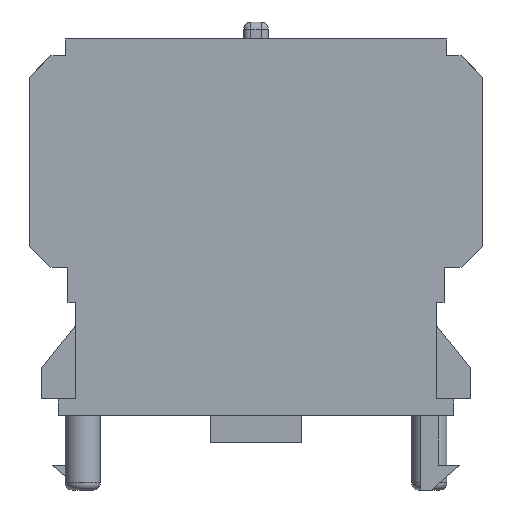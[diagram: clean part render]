
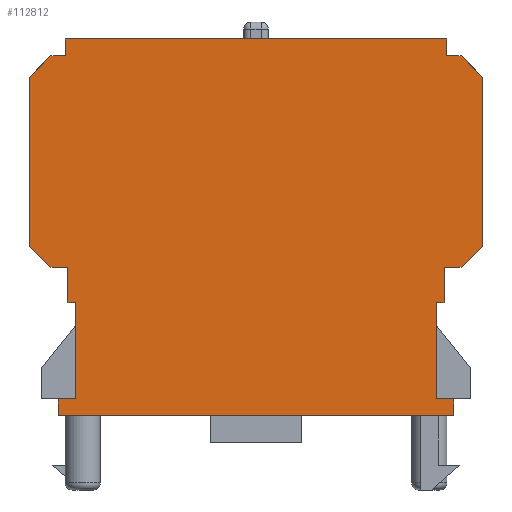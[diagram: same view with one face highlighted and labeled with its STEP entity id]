
A CAD part, left-side view. The second image highlights one B-rep face of the part: STEP entity #112812.
In plain terms, the highlighted planar face has unit normal (-1, 0, 0).
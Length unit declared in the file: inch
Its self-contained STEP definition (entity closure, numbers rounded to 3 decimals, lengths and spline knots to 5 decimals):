
#31732=CARTESIAN_POINT('',(-0.72343,-0.5315,0.84252));
#31733=VERTEX_POINT('',#31732);
#31734=CARTESIAN_POINT('',(-0.72343,0.5315,0.84252));
#31735=VERTEX_POINT('',#31734);
#31736=CARTESIAN_POINT('',(-0.72343,-0.5315,0.84252));
#31737=DIRECTION('',(0.0,1.0,0.0));
#31738=VECTOR('',#31737,1.06299);
#31739=LINE('',#31736,#31738);
#31740=EDGE_CURVE('',#31733,#31735,#31739,.T.);
#44733=CARTESIAN_POINT('',(-0.72343,0.5315,0.79528));
#44734=VERTEX_POINT('',#44733);
#44741=CARTESIAN_POINT('',(-0.72343,0.5315,0.84252));
#44742=DIRECTION('',(0.0,0.0,-1.0));
#44743=VECTOR('',#44742,0.04724);
#44744=LINE('',#44741,#44743);
#44745=EDGE_CURVE('',#31735,#44734,#44744,.T.);
#44756=CARTESIAN_POINT('',(-0.72343,-0.5315,0.79528));
#44757=VERTEX_POINT('',#44756);
#44758=CARTESIAN_POINT('',(-0.72343,-0.5315,0.84252));
#44759=DIRECTION('',(0.0,0.0,-1.0));
#44760=VECTOR('',#44759,0.04724);
#44761=LINE('',#44758,#44760);
#44762=EDGE_CURVE('',#31733,#44757,#44761,.T.);
#44891=CARTESIAN_POINT('',(-0.72343,-0.57087,0.79528));
#44892=VERTEX_POINT('',#44891);
#44893=CARTESIAN_POINT('',(-0.72343,-0.57087,0.79528));
#44894=DIRECTION('',(0.0,1.0,0.0));
#44895=VECTOR('',#44894,0.03937);
#44896=LINE('',#44893,#44895);
#44897=EDGE_CURVE('',#44892,#44757,#44896,.T.);
#44961=CARTESIAN_POINT('',(-0.72343,0.57087,0.79528));
#44962=VERTEX_POINT('',#44961);
#44969=CARTESIAN_POINT('',(-0.72343,0.5315,0.79528));
#44970=DIRECTION('',(0.0,1.0,0.0));
#44971=VECTOR('',#44970,0.03937);
#44972=LINE('',#44969,#44971);
#44973=EDGE_CURVE('',#44734,#44962,#44972,.T.);
#77229=CARTESIAN_POINT('',(-0.72343,-0.50197,-0.15945));
#77230=VERTEX_POINT('',#77229);
#77237=CARTESIAN_POINT('',(-0.72343,-0.55118,-0.15945));
#77238=VERTEX_POINT('',#77237);
#77239=CARTESIAN_POINT('',(-0.72343,-0.50197,-0.15945));
#77240=DIRECTION('',(0.0,-1.0,0.0));
#77241=VECTOR('',#77240,0.04921);
#77242=LINE('',#77239,#77241);
#77243=EDGE_CURVE('',#77230,#77238,#77242,.T.);
#77773=CARTESIAN_POINT('',(-0.72343,0.55118,-0.15945));
#77774=VERTEX_POINT('',#77773);
#77781=CARTESIAN_POINT('',(-0.72343,0.50197,-0.15945));
#77782=VERTEX_POINT('',#77781);
#77783=CARTESIAN_POINT('',(-0.72343,0.50197,-0.15945));
#77784=DIRECTION('',(0.0,1.0,0.0));
#77785=VECTOR('',#77784,0.04921);
#77786=LINE('',#77783,#77785);
#77787=EDGE_CURVE('',#77782,#77774,#77786,.T.);
#88257=CARTESIAN_POINT('',(-0.72343,0.52362,0.20669));
#88258=VERTEX_POINT('',#88257);
#88267=CARTESIAN_POINT('',(-0.72343,0.57087,0.20669));
#88268=VERTEX_POINT('',#88267);
#88269=CARTESIAN_POINT('',(-0.72343,0.57087,0.20669));
#88270=DIRECTION('',(0.0,-1.0,0.0));
#88271=VECTOR('',#88270,0.04724);
#88272=LINE('',#88269,#88271);
#88273=EDGE_CURVE('',#88268,#88258,#88272,.T.);
#88457=CARTESIAN_POINT('',(-0.72343,0.62992,0.73622));
#88458=VERTEX_POINT('',#88457);
#88459=CARTESIAN_POINT('',(-0.72343,0.62992,0.73622));
#88460=DIRECTION('',(0.0,-0.707,0.707));
#88461=VECTOR('',#88460,0.08352);
#88462=LINE('',#88459,#88461);
#88463=EDGE_CURVE('',#88458,#44962,#88462,.T.);
#88560=CARTESIAN_POINT('',(-0.72343,0.62992,0.26575));
#88561=VERTEX_POINT('',#88560);
#88568=CARTESIAN_POINT('',(-0.72343,0.62992,0.26575));
#88569=DIRECTION('',(0.0,0.0,1.0));
#88570=VECTOR('',#88569,0.47047);
#88571=LINE('',#88568,#88570);
#88572=EDGE_CURVE('',#88561,#88458,#88571,.T.);
#88582=CARTESIAN_POINT('',(-0.72343,0.57087,0.20669));
#88583=DIRECTION('',(0.0,0.707,0.707));
#88584=VECTOR('',#88583,0.08352);
#88585=LINE('',#88582,#88584);
#88586=EDGE_CURVE('',#88268,#88561,#88585,.T.);
#90157=CARTESIAN_POINT('',(-0.72343,-0.62992,0.73622));
#90158=VERTEX_POINT('',#90157);
#90159=CARTESIAN_POINT('',(-0.72343,-0.57087,0.79528));
#90160=DIRECTION('',(0.0,-0.707,-0.707));
#90161=VECTOR('',#90160,0.08352);
#90162=LINE('',#90159,#90161);
#90163=EDGE_CURVE('',#44892,#90158,#90162,.T.);
#90253=CARTESIAN_POINT('',(-0.72343,-0.62992,0.26575));
#90254=VERTEX_POINT('',#90253);
#90255=CARTESIAN_POINT('',(-0.72343,-0.62992,0.26575));
#90256=DIRECTION('',(0.0,0.0,1.0));
#90257=VECTOR('',#90256,0.47047);
#90258=LINE('',#90255,#90257);
#90259=EDGE_CURVE('',#90254,#90158,#90258,.T.);
#90301=CARTESIAN_POINT('',(-0.72343,-0.57087,0.20669));
#90302=VERTEX_POINT('',#90301);
#90303=CARTESIAN_POINT('',(-0.72343,-0.62992,0.26575));
#90304=DIRECTION('',(0.,0.707,-0.707));
#90305=VECTOR('',#90304,0.08352);
#90306=LINE('',#90303,#90305);
#90307=EDGE_CURVE('',#90254,#90302,#90306,.T.);
#90323=CARTESIAN_POINT('',(-0.72343,-0.52362,0.20669));
#90324=VERTEX_POINT('',#90323);
#90340=CARTESIAN_POINT('',(-0.72343,-0.52362,0.20669));
#90341=DIRECTION('',(0.0,-1.0,0.0));
#90342=VECTOR('',#90341,0.04724);
#90343=LINE('',#90340,#90342);
#90344=EDGE_CURVE('',#90324,#90302,#90343,.T.);
#105050=CARTESIAN_POINT('',(-0.72343,0.50197,0.10827));
#105051=VERTEX_POINT('',#105050);
#105058=CARTESIAN_POINT('',(-0.72343,0.52362,0.10827));
#105059=VERTEX_POINT('',#105058);
#105060=CARTESIAN_POINT('',(-0.72343,0.50197,0.10827));
#105061=DIRECTION('',(0.0,1.0,0.0));
#105062=VECTOR('',#105061,0.02165);
#105063=LINE('',#105060,#105062);
#105064=EDGE_CURVE('',#105051,#105059,#105063,.T.);
#105157=CARTESIAN_POINT('',(-0.72343,-0.55118,-0.20669));
#105158=VERTEX_POINT('',#105157);
#105165=CARTESIAN_POINT('',(-0.72343,0.55118,-0.20669));
#105166=VERTEX_POINT('',#105165);
#105167=CARTESIAN_POINT('',(-0.72343,0.55118,-0.20669));
#105168=DIRECTION('',(0.0,-1.0,0.0));
#105169=VECTOR('',#105168,1.10236);
#105170=LINE('',#105167,#105169);
#105171=EDGE_CURVE('',#105166,#105158,#105170,.T.);
#108060=CARTESIAN_POINT('',(-0.72343,0.52362,0.10827));
#108061=DIRECTION('',(0.0,0.0,1.0));
#108062=VECTOR('',#108061,0.09843);
#108063=LINE('',#108060,#108062);
#108064=EDGE_CURVE('',#105059,#88258,#108063,.T.);
#108225=CARTESIAN_POINT('',(-0.72343,0.55118,-0.20669));
#108226=DIRECTION('',(0.0,0.0,1.0));
#108227=VECTOR('',#108226,0.04724);
#108228=LINE('',#108225,#108227);
#108229=EDGE_CURVE('',#105166,#77774,#108228,.T.);
#108588=CARTESIAN_POINT('',(-0.72343,-0.52362,0.10827));
#108589=VERTEX_POINT('',#108588);
#108596=CARTESIAN_POINT('',(-0.72343,-0.50197,0.10827));
#108597=VERTEX_POINT('',#108596);
#108598=CARTESIAN_POINT('',(-0.72343,-0.50197,0.10827));
#108599=DIRECTION('',(0.0,-1.0,0.0));
#108600=VECTOR('',#108599,0.02165);
#108601=LINE('',#108598,#108600);
#108602=EDGE_CURVE('',#108597,#108589,#108601,.T.);
#109720=CARTESIAN_POINT('',(-0.72343,-0.55118,-0.20669));
#109721=DIRECTION('',(0.0,0.0,1.0));
#109722=VECTOR('',#109721,0.04724);
#109723=LINE('',#109720,#109722);
#109724=EDGE_CURVE('',#105158,#77238,#109723,.T.);
#109800=CARTESIAN_POINT('',(-0.72343,-0.50197,0.10827));
#109801=DIRECTION('',(0.0,0.0,-1.0));
#109802=VECTOR('',#109801,0.26772);
#109803=LINE('',#109800,#109802);
#109804=EDGE_CURVE('',#108597,#77230,#109803,.T.);
#111116=CARTESIAN_POINT('',(-0.72343,-0.52362,0.10827));
#111117=DIRECTION('',(0.0,0.0,1.0));
#111118=VECTOR('',#111117,0.09843);
#111119=LINE('',#111116,#111118);
#111120=EDGE_CURVE('',#108589,#90324,#111119,.T.);
#112776=CARTESIAN_POINT('',(-0.72343,-0.50197,0.0));
#112777=DIRECTION('',(-1.0,0.0,0.0));
#112778=DIRECTION('',(0.0,0.0,1.0));
#112779=AXIS2_PLACEMENT_3D('',#112776,#112777,#112778);
#112780=PLANE('',#112779);
#112781=ORIENTED_EDGE('',*,*,#108064,.F.);
#112782=ORIENTED_EDGE('',*,*,#105064,.F.);
#112783=CARTESIAN_POINT('',(-0.72343,0.50197,-0.15945));
#112784=DIRECTION('',(0.0,0.0,1.0));
#112785=VECTOR('',#112784,0.26772);
#112786=LINE('',#112783,#112785);
#112787=EDGE_CURVE('',#77782,#105051,#112786,.T.);
#112788=ORIENTED_EDGE('',*,*,#112787,.F.);
#112789=ORIENTED_EDGE('',*,*,#77787,.T.);
#112790=ORIENTED_EDGE('',*,*,#108229,.F.);
#112791=ORIENTED_EDGE('',*,*,#105171,.T.);
#112792=ORIENTED_EDGE('',*,*,#109724,.T.);
#112793=ORIENTED_EDGE('',*,*,#77243,.F.);
#112794=ORIENTED_EDGE('',*,*,#109804,.F.);
#112795=ORIENTED_EDGE('',*,*,#108602,.T.);
#112796=ORIENTED_EDGE('',*,*,#111120,.T.);
#112797=ORIENTED_EDGE('',*,*,#90344,.T.);
#112798=ORIENTED_EDGE('',*,*,#90307,.F.);
#112799=ORIENTED_EDGE('',*,*,#90259,.T.);
#112800=ORIENTED_EDGE('',*,*,#90163,.F.);
#112801=ORIENTED_EDGE('',*,*,#44897,.T.);
#112802=ORIENTED_EDGE('',*,*,#44762,.F.);
#112803=ORIENTED_EDGE('',*,*,#31740,.T.);
#112804=ORIENTED_EDGE('',*,*,#44745,.T.);
#112805=ORIENTED_EDGE('',*,*,#44973,.T.);
#112806=ORIENTED_EDGE('',*,*,#88463,.F.);
#112807=ORIENTED_EDGE('',*,*,#88572,.F.);
#112808=ORIENTED_EDGE('',*,*,#88586,.F.);
#112809=ORIENTED_EDGE('',*,*,#88273,.T.);
#112810=EDGE_LOOP('',(#112781,#112782,#112788,#112789,#112790,#112791,#112792,#112793,#112794,#112795,#112796,#112797,#112798,#112799,#112800,#112801,#112802,#112803,#112804,#112805,#112806,#112807,#112808,#112809));
#112811=FACE_OUTER_BOUND('',#112810,.T.);
#112812=ADVANCED_FACE('',(#112811),#112780,.T.);
